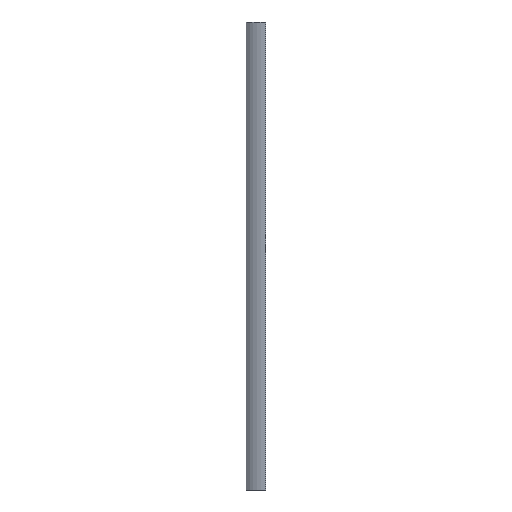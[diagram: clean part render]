
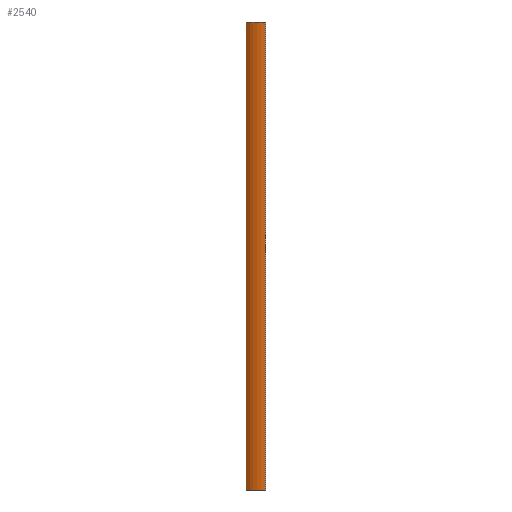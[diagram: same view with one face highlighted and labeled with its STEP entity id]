
A CAD part, left-side view. The second image highlights one B-rep face of the part: STEP entity #2540.
In plain terms, the highlighted cylindrical face has radius 60 mm (diameter 120 mm), a partial arc.
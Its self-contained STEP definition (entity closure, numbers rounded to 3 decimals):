
#77 = CARTESIAN_POINT ( 'NONE',  ( 41.638, -17.066, 1000. ) ) ;
#88 = CARTESIAN_POINT ( 'NONE',  ( -2.081, 24.027, 1000. ) ) ;
#128 = EDGE_CURVE ( 'NONE', #2065, #2991, #2117, .T. ) ;
#140 = AXIS2_PLACEMENT_3D ( 'NONE', #77, #3036, #875 ) ;
#192 = DIRECTION ( 'NONE',  ( 0., 0., 1. ) ) ;
#220 = ORIENTED_EDGE ( 'NONE', *, *, #2450, .F. ) ;
#276 = CARTESIAN_POINT ( 'NONE',  ( -2.081, 24.027, 0. ) ) ;
#472 = CARTESIAN_POINT ( 'NONE',  ( -18.352, -15.979, 1000. ) ) ;
#645 = EDGE_LOOP ( 'NONE', ( #1338, #220, #1208, #1239 ) ) ;
#751 = FACE_OUTER_BOUND ( 'NONE', #645, .T. ) ;
#831 = VECTOR ( 'NONE', #1279, 1000. ) ;
#859 = VERTEX_POINT ( 'NONE', #276 ) ;
#875 = DIRECTION ( 'NONE',  ( 1., 0., 0. ) ) ;
#1208 = ORIENTED_EDGE ( 'NONE', *, *, #128, .F. ) ;
#1239 = ORIENTED_EDGE ( 'NONE', *, *, #1727, .T. ) ;
#1279 = DIRECTION ( 'NONE',  ( 0., 0., -1. ) ) ;
#1307 = DIRECTION ( 'NONE',  ( -1., 0., 0. ) ) ;
#1338 = ORIENTED_EDGE ( 'NONE', *, *, #2499, .T. ) ;
#1589 = CIRCLE ( 'NONE', #2794, 60. ) ;
#1727 = EDGE_CURVE ( 'NONE', #2065, #859, #2792, .T. ) ;
#1836 = CARTESIAN_POINT ( 'NONE',  ( 41.638, -17.066, 0. ) ) ;
#1992 = DIRECTION ( 'NONE',  ( 0., 0., -1. ) ) ;
#2065 = VERTEX_POINT ( 'NONE', #2213 ) ;
#2100 = DIRECTION ( 'NONE',  ( 1., 0., 0. ) ) ;
#2117 = CIRCLE ( 'NONE', #140, 60. ) ;
#2142 = CYLINDRICAL_SURFACE ( 'NONE', #3498, 60. ) ;
#2213 = CARTESIAN_POINT ( 'NONE',  ( -2.081, 24.027, 1000. ) ) ;
#2256 = VERTEX_POINT ( 'NONE', #2549 ) ;
#2279 = LINE ( 'NONE', #3153, #831 ) ;
#2450 = EDGE_CURVE ( 'NONE', #2991, #2256, #2279, .T. ) ;
#2499 = EDGE_CURVE ( 'NONE', #859, #2256, #1589, .T. ) ;
#2540 = ADVANCED_FACE ( 'NONE', ( #751 ), #2142, .T. ) ;
#2549 = CARTESIAN_POINT ( 'NONE',  ( -18.352, -15.979, 0. ) ) ;
#2653 = CARTESIAN_POINT ( 'NONE',  ( 41.638, -17.066, 1000. ) ) ;
#2792 = LINE ( 'NONE', #88, #3045 ) ;
#2794 = AXIS2_PLACEMENT_3D ( 'NONE', #1836, #192, #2100 ) ;
#2921 = DIRECTION ( 'NONE',  ( 0., 0., -1. ) ) ;
#2991 = VERTEX_POINT ( 'NONE', #472 ) ;
#3036 = DIRECTION ( 'NONE',  ( 0., 0., 1. ) ) ;
#3045 = VECTOR ( 'NONE', #1992, 1000. ) ;
#3153 = CARTESIAN_POINT ( 'NONE',  ( -18.352, -15.979, 1000. ) ) ;
#3498 = AXIS2_PLACEMENT_3D ( 'NONE', #2653, #2921, #1307 ) ;
